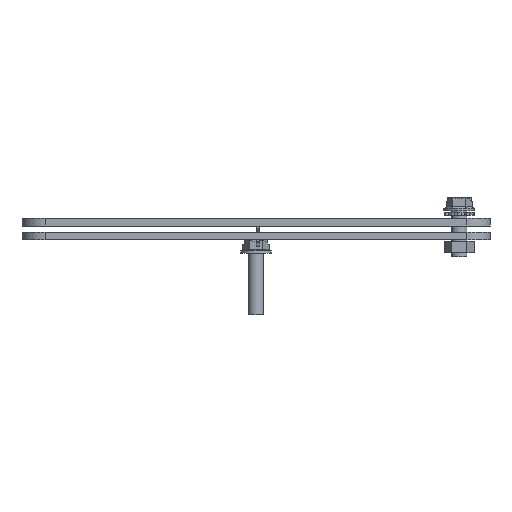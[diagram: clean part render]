
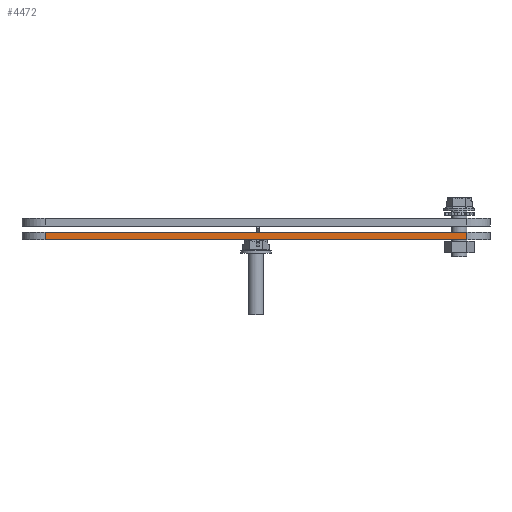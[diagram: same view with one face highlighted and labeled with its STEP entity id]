
A CAD part, front view. The second image highlights one B-rep face of the part: STEP entity #4472.
In plain terms, the highlighted planar face has unit normal (0, -1, 0).
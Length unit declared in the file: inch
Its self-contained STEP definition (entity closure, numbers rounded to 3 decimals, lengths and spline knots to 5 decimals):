
#733 = VERTEX_POINT ( 'NONE', #2356 ) ;
#907 = LINE ( 'NONE', #1455, #5097 ) ;
#1043 = DIRECTION ( 'NONE',  ( 1., 0., 0. ) ) ;
#1405 = DIRECTION ( 'NONE',  ( 0., 0., 1. ) ) ;
#1455 = CARTESIAN_POINT ( 'NONE',  ( 3.4375, -3.8125, 0.125 ) ) ;
#1557 = PLANE ( 'NONE',  #4058 ) ;
#1583 = VERTEX_POINT ( 'NONE', #1941 ) ;
#1648 = CARTESIAN_POINT ( 'NONE',  ( -3.4375, -3.8125, 0.125 ) ) ;
#1941 = CARTESIAN_POINT ( 'NONE',  ( 3.4375, -3.8125, 0. ) ) ;
#2107 = ORIENTED_EDGE ( 'NONE', *, *, #5370, .F. ) ;
#2356 = CARTESIAN_POINT ( 'NONE',  ( -3.4375, -3.8125, 0. ) ) ;
#2546 = VERTEX_POINT ( 'NONE', #7089 ) ;
#2684 = VECTOR ( 'NONE', #1405, 39.37008 ) ;
#3202 = FACE_OUTER_BOUND ( 'NONE', #3966, .T. ) ;
#3207 = LINE ( 'NONE', #4366, #4973 ) ;
#3413 = ORIENTED_EDGE ( 'NONE', *, *, #6188, .F. ) ;
#3590 = DIRECTION ( 'NONE',  ( 0., 1., 0. ) ) ;
#3630 = CARTESIAN_POINT ( 'NONE',  ( -3.8125, -3.8125, 0.125 ) ) ;
#3642 = LINE ( 'NONE', #6375, #2684 ) ;
#3736 = VERTEX_POINT ( 'NONE', #1648 ) ;
#3966 = EDGE_LOOP ( 'NONE', ( #6761, #2107, #5586, #3413 ) ) ;
#4058 = AXIS2_PLACEMENT_3D ( 'NONE', #3630, #3590, #4173 ) ;
#4173 = DIRECTION ( 'NONE',  ( -1., 0., 0. ) ) ;
#4366 = CARTESIAN_POINT ( 'NONE',  ( -3.8125, -3.8125, 0.125 ) ) ;
#4472 = ADVANCED_FACE ( 'NONE', ( #3202 ), #1557, .F. ) ;
#4861 = EDGE_CURVE ( 'NONE', #2546, #1583, #907, .T. ) ;
#4973 = VECTOR ( 'NONE', #1043, 39.37008 ) ;
#5020 = CARTESIAN_POINT ( 'NONE',  ( -3.8125, -3.8125, 0. ) ) ;
#5048 = DIRECTION ( 'NONE',  ( -1., 0., 0. ) ) ;
#5097 = VECTOR ( 'NONE', #5276, 39.37008 ) ;
#5276 = DIRECTION ( 'NONE',  ( 0., 0., -1. ) ) ;
#5343 = VECTOR ( 'NONE', #5048, 39.37008 ) ;
#5370 = EDGE_CURVE ( 'NONE', #3736, #2546, #3207, .T. ) ;
#5586 = ORIENTED_EDGE ( 'NONE', *, *, #6222, .F. ) ;
#5587 = LINE ( 'NONE', #5020, #5343 ) ;
#6188 = EDGE_CURVE ( 'NONE', #1583, #733, #5587, .T. ) ;
#6222 = EDGE_CURVE ( 'NONE', #733, #3736, #3642, .T. ) ;
#6375 = CARTESIAN_POINT ( 'NONE',  ( -3.4375, -3.8125, 0.125 ) ) ;
#6761 = ORIENTED_EDGE ( 'NONE', *, *, #4861, .F. ) ;
#7089 = CARTESIAN_POINT ( 'NONE',  ( 3.4375, -3.8125, 0.125 ) ) ;
